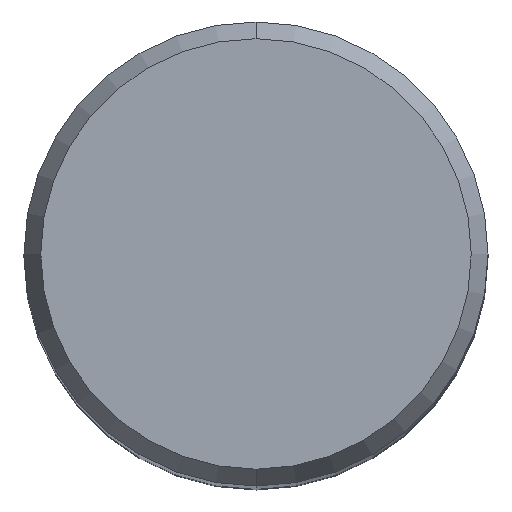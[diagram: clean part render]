
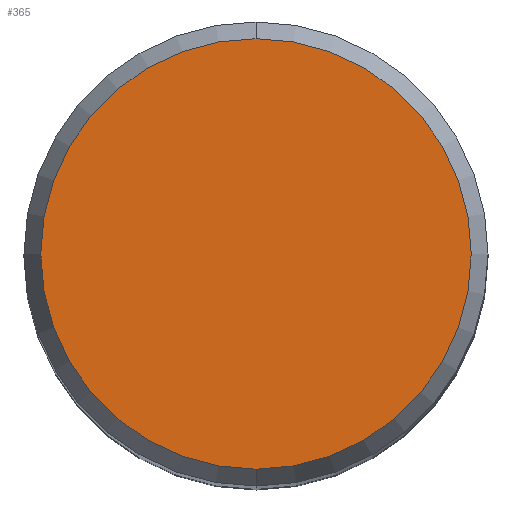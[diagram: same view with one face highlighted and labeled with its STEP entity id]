
A CAD part, top view. The second image highlights one B-rep face of the part: STEP entity #365.
In plain terms, the highlighted planar face has unit normal (0, 0, 1).
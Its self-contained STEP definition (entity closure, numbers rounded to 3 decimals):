
#149=VERTEX_POINT('',#400);
#153=EDGE_CURVE('',#293,#149,#404,.T.);
#293=VERTEX_POINT('',#556);
#297=EDGE_CURVE('',#149,#293,#560,.T.);
#365=ADVANCED_FACE('',(#637),#638,.T.);
#400=CARTESIAN_POINT('',(0.0,5.892,0.0));
#404=CIRCLE('',#673,5.892);
#556=CARTESIAN_POINT('',(0.,-5.892,0.0));
#560=CIRCLE('',#1065,5.892);
#637=FACE_OUTER_BOUND('',#1255,.T.);
#638=PLANE('',#1256);
#673=AXIS2_PLACEMENT_3D('',#1278,#1279,#1280);
#1065=AXIS2_PLACEMENT_3D('',#1431,#1432,#1433);
#1255=EDGE_LOOP('',(#1528,#1529));
#1256=AXIS2_PLACEMENT_3D('',#1530,#1531,#1532);
#1278=CARTESIAN_POINT('',(0.0,0.0,0.0));
#1279=DIRECTION('',(0.0,0.0,-1.0));
#1280=DIRECTION('',(0.0,1.0,0.0));
#1431=CARTESIAN_POINT('',(0.0,0.0,0.0));
#1432=DIRECTION('',(0.0,0.0,-1.0));
#1433=DIRECTION('',(0.0,1.0,0.0));
#1528=ORIENTED_EDGE('',*,*,#297,.F.);
#1529=ORIENTED_EDGE('',*,*,#153,.F.);
#1530=CARTESIAN_POINT('',(0.0,2.946,0.0));
#1531=DIRECTION('',(-0.0,0.0,1.0));
#1532=DIRECTION('',(0.0,-1.0,0.0));
